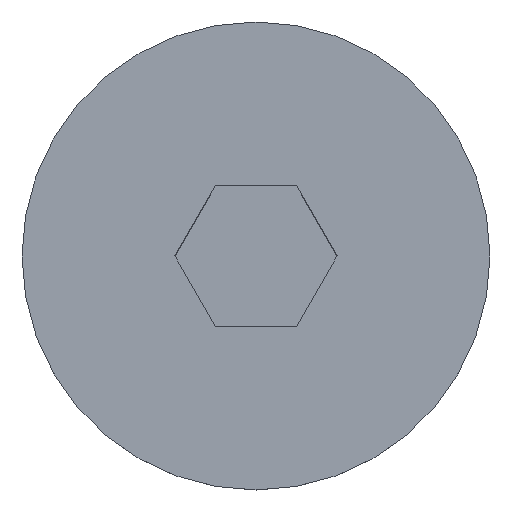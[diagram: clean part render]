
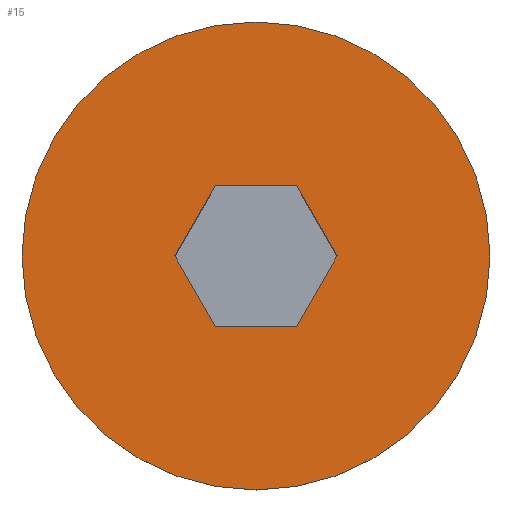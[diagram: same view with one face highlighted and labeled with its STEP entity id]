
A CAD part, top view. The second image highlights one B-rep face of the part: STEP entity #15.
In plain terms, the highlighted planar face has unit normal (0, 0, 1).
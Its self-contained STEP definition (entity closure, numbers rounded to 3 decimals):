
#15 = ADVANCED_FACE ( 'NONE', ( #215, #513 ), #83, .T. ) ;
#16 = CARTESIAN_POINT ( 'NONE',  ( 1.299, 0.75, 2.8 ) ) ;
#21 = DIRECTION ( 'NONE',  ( 0., 1., 0. ) ) ;
#26 = ORIENTED_EDGE ( 'NONE', *, *, #276, .T. ) ;
#31 = EDGE_LOOP ( 'NONE', ( #26, #368, #422, #111, #146, #376 ) ) ;
#54 = DIRECTION ( 'NONE',  ( 0., 0., -1. ) ) ;
#68 = AXIS2_PLACEMENT_3D ( 'NONE', #497, #109, #117 ) ;
#70 = CARTESIAN_POINT ( 'NONE',  ( -1.299, -0.75, 2.8 ) ) ;
#71 = VERTEX_POINT ( 'NONE', #138 ) ;
#83 = PLANE ( 'NONE',  #302 ) ;
#84 = VECTOR ( 'NONE', #231, 1000. ) ;
#86 = VERTEX_POINT ( 'NONE', #395 ) ;
#104 = LINE ( 'NONE', #182, #464 ) ;
#107 = CARTESIAN_POINT ( 'NONE',  ( 1.732, 0., 2.8 ) ) ;
#109 = DIRECTION ( 'NONE',  ( 0., 0., -1. ) ) ;
#110 = VECTOR ( 'NONE', #327, 1000. ) ;
#111 = ORIENTED_EDGE ( 'NONE', *, *, #411, .T. ) ;
#112 = VECTOR ( 'NONE', #415, 1000. ) ;
#117 = DIRECTION ( 'NONE',  ( 0., 1., 0. ) ) ;
#128 = DIRECTION ( 'NONE',  ( 0., -1., 0. ) ) ;
#129 = LINE ( 'NONE', #489, #328 ) ;
#137 = ORIENTED_EDGE ( 'NONE', *, *, #268, .F. ) ;
#138 = CARTESIAN_POINT ( 'NONE',  ( 0., -5., 2.8 ) ) ;
#143 = EDGE_CURVE ( 'NONE', #86, #324, #104, .T. ) ;
#144 = DIRECTION ( 'NONE',  ( 0.5, -0.866, 0. ) ) ;
#146 = ORIENTED_EDGE ( 'NONE', *, *, #239, .T. ) ;
#150 = CARTESIAN_POINT ( 'NONE',  ( 1.732, 0., 2.8 ) ) ;
#160 = CARTESIAN_POINT ( 'NONE',  ( -1.732, 0., 2.8 ) ) ;
#182 = CARTESIAN_POINT ( 'NONE',  ( 0.433, -1.5, 2.8 ) ) ;
#186 = LINE ( 'NONE', #250, #110 ) ;
#187 = VERTEX_POINT ( 'NONE', #224 ) ;
#189 = CARTESIAN_POINT ( 'NONE',  ( -0.866, 1.5, 2.8 ) ) ;
#200 = CARTESIAN_POINT ( 'NONE',  ( 0.866, 1.5, 2.8 ) ) ;
#205 = DIRECTION ( 'NONE',  ( 0., 0., 1. ) ) ;
#208 = LINE ( 'NONE', #16, #539 ) ;
#209 = VERTEX_POINT ( 'NONE', #189 ) ;
#215 = FACE_BOUND ( 'NONE', #31, .T. ) ;
#224 = CARTESIAN_POINT ( 'NONE',  ( 0., 5., 2.8 ) ) ;
#229 = EDGE_LOOP ( 'NONE', ( #137, #429 ) ) ;
#231 = DIRECTION ( 'NONE',  ( -0.5, -0.866, 0. ) ) ;
#239 = EDGE_CURVE ( 'NONE', #416, #209, #129, .T. ) ;
#250 = CARTESIAN_POINT ( 'NONE',  ( 0., 1.5, 2.8 ) ) ;
#253 = VERTEX_POINT ( 'NONE', #107 ) ;
#257 = EDGE_CURVE ( 'NONE', #253, #86, #354, .T. ) ;
#268 = EDGE_CURVE ( 'NONE', #187, #71, #365, .T. ) ;
#276 = EDGE_CURVE ( 'NONE', #500, #253, #208, .T. ) ;
#281 = LINE ( 'NONE', #70, #112 ) ;
#302 = AXIS2_PLACEMENT_3D ( 'NONE', #380, #205, #128 ) ;
#324 = VERTEX_POINT ( 'NONE', #455 ) ;
#327 = DIRECTION ( 'NONE',  ( 1., 0., 0. ) ) ;
#328 = VECTOR ( 'NONE', #405, 1000. ) ;
#335 = CIRCLE ( 'NONE', #68, 5. ) ;
#354 = LINE ( 'NONE', #150, #84 ) ;
#365 = CIRCLE ( 'NONE', #424, 5. ) ;
#368 = ORIENTED_EDGE ( 'NONE', *, *, #257, .T. ) ;
#376 = ORIENTED_EDGE ( 'NONE', *, *, #451, .T. ) ;
#379 = EDGE_CURVE ( 'NONE', #71, #187, #335, .T. ) ;
#380 = CARTESIAN_POINT ( 'NONE',  ( 0., 0., 2.8 ) ) ;
#395 = CARTESIAN_POINT ( 'NONE',  ( 0.866, -1.5, 2.8 ) ) ;
#405 = DIRECTION ( 'NONE',  ( 0.5, 0.866, 0. ) ) ;
#411 = EDGE_CURVE ( 'NONE', #324, #416, #281, .T. ) ;
#415 = DIRECTION ( 'NONE',  ( -0.5, 0.866, 0. ) ) ;
#416 = VERTEX_POINT ( 'NONE', #160 ) ;
#422 = ORIENTED_EDGE ( 'NONE', *, *, #143, .T. ) ;
#424 = AXIS2_PLACEMENT_3D ( 'NONE', #534, #54, #21 ) ;
#429 = ORIENTED_EDGE ( 'NONE', *, *, #379, .F. ) ;
#451 = EDGE_CURVE ( 'NONE', #209, #500, #186, .T. ) ;
#455 = CARTESIAN_POINT ( 'NONE',  ( -0.866, -1.5, 2.8 ) ) ;
#464 = VECTOR ( 'NONE', #472, 1000. ) ;
#472 = DIRECTION ( 'NONE',  ( -1., 0., 0. ) ) ;
#489 = CARTESIAN_POINT ( 'NONE',  ( -1.299, 0.75, 2.8 ) ) ;
#497 = CARTESIAN_POINT ( 'NONE',  ( 0., 0., 2.8 ) ) ;
#500 = VERTEX_POINT ( 'NONE', #200 ) ;
#513 = FACE_OUTER_BOUND ( 'NONE', #229, .T. ) ;
#534 = CARTESIAN_POINT ( 'NONE',  ( 0., 0., 2.8 ) ) ;
#539 = VECTOR ( 'NONE', #144, 1000. ) ;
